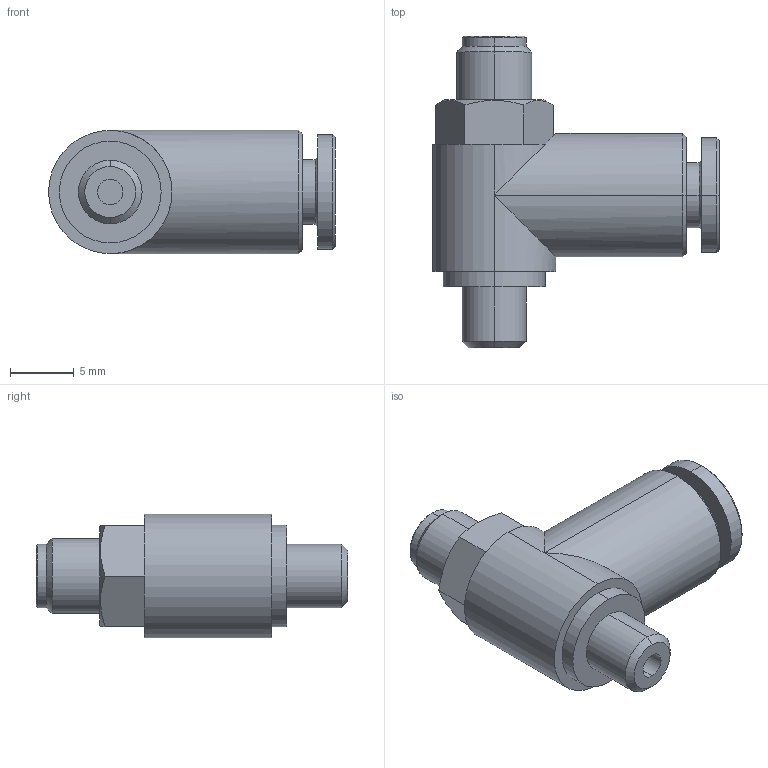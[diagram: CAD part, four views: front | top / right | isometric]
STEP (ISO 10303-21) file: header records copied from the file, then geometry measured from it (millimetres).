
FILE_DESCRIPTION (( 'STEP AP203' ), '1' );
FILE_NAME ('04290B10.STEP', '2010-05-10T11:43:48', ( '' ), ( 'sopra-pneumatic' ), 'SwSTEP 2.0', 'SolidWorks 2009', '' );
FILE_SCHEMA (( 'CONFIG_CONTROL_DESIGN' ));
Length unit declared in the file: millimetre
Products named in the file (1): 04290B10
Bounding box: 22.55 x 24.5 x 9.7 mm (x, y, z)
Volume: 1928.2 mm3; surface area: 1484.1 mm2
Topology: 1 solids, 3 shells, 83 faces, 174 edges, 108 vertices
Faces by surface type: cylinder 33, plane 30, cone 20
Entity records: 2339 total; most frequent: CARTESIAN_POINT 456, DIRECTION 404, ORIENTED_EDGE 348, EDGE_CURVE 174, AXIS2_PLACEMENT_3D 164, VERTEX_POINT 108, EDGE_LOOP 94, ADVANCED_FACE 83
